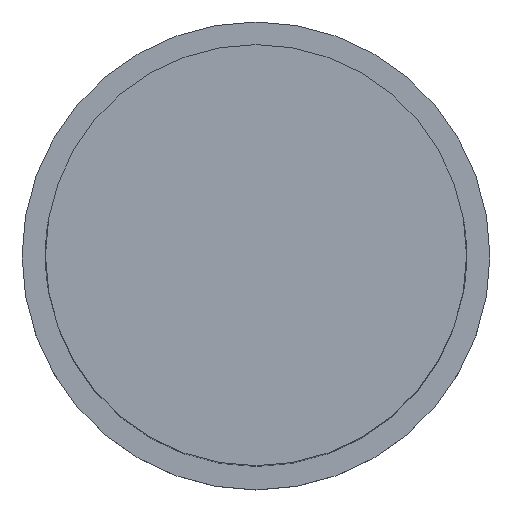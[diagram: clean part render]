
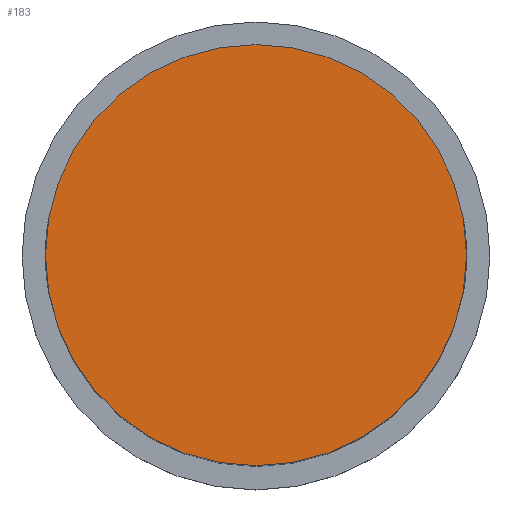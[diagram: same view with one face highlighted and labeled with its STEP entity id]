
A CAD part, top view. The second image highlights one B-rep face of the part: STEP entity #183.
In plain terms, the highlighted planar face has unit normal (0, 0, 1).
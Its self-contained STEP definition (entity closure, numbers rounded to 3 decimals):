
#18=PLANE('',#212);
#28=CIRCLE('',#211,9.);
#37=FACE_OUTER_BOUND('',#50,.T.);
#50=EDGE_LOOP('',(#169));
#94=VERTEX_POINT('',#440);
#117=EDGE_CURVE('',#94,#94,#28,.T.);
#169=ORIENTED_EDGE('',*,*,#117,.T.);
#183=ADVANCED_FACE('',(#37),#18,.T.);
#211=AXIS2_PLACEMENT_3D('',#441,#246,#247);
#212=AXIS2_PLACEMENT_3D('',#444,#250,#251);
#246=DIRECTION('center_axis',(0.,0.,1.));
#247=DIRECTION('ref_axis',(1.,0.,0.));
#250=DIRECTION('center_axis',(0.,0.,1.));
#251=DIRECTION('ref_axis',(1.,0.,0.));
#440=CARTESIAN_POINT('',(-9.,0.,42.));
#441=CARTESIAN_POINT('Origin',(0.,0.,42.));
#444=CARTESIAN_POINT('Origin',(0.,0.,42.));
